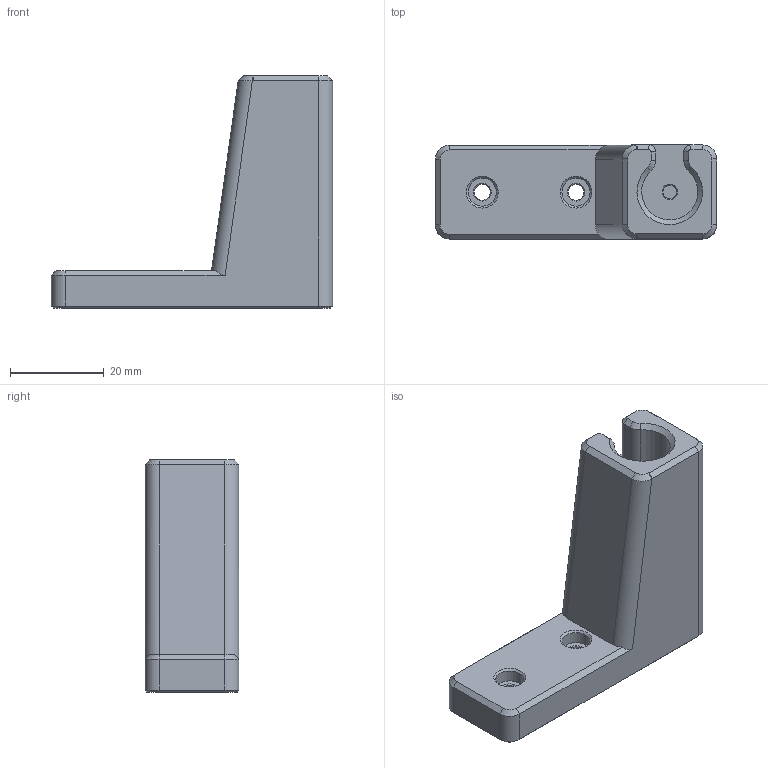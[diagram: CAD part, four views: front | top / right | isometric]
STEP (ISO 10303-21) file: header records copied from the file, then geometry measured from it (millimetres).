
FILE_DESCRIPTION(/* description */ (''),/* implementation_level */ '2;1');
FILE_NAME(/* name */ 'door_puller_anchor.step',/* time_stamp */ '2025-07-28T12:39:33+02:00',/* author */ (''),/* organization */ (''),/* preprocessor_version */ 'ST-DEVELOPER v20.1',/* originating_system */ 'Autodesk Translation Framework v14.10.0.0',/* authorisation */ '');
FILE_SCHEMA (('AUTOMOTIVE_DESIGN { 1 0 10303 214 3 1 1 }'));
Length unit declared in the file: millimetre
Products named in the file (1): door_puller_anchor
Bounding box: 60 x 20 x 49.5 mm (x, y, z)
Volume: 26392.6 mm3; surface area: 7301.5 mm2
Topology: 1 solids, 1 shells, 68 faces, 154 edges, 91 vertices
Faces by surface type: plane 28, cone 20, cylinder 16, bspline 4
Full cylindrical faces by diameter (mm): 2.9 x1, 3.4 x2, 6 x2
Entity records: 1986 total; most frequent: CARTESIAN_POINT 410, DIRECTION 328, ORIENTED_EDGE 308, EDGE_CURVE 154, AXIS2_PLACEMENT_3D 117, LINE 94, VECTOR 94, VERTEX_POINT 91
